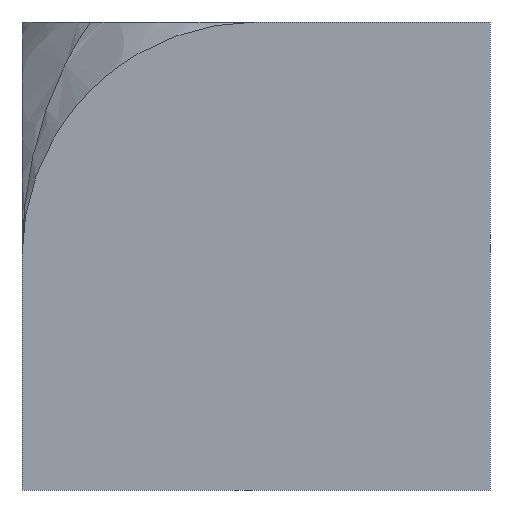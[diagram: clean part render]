
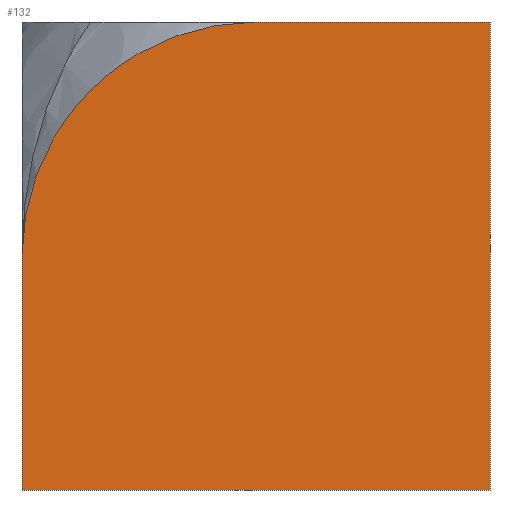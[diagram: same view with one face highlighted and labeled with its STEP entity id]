
A CAD part, front view. The second image highlights one B-rep face of the part: STEP entity #132.
In plain terms, the highlighted planar face has unit normal (0, -1, 0).
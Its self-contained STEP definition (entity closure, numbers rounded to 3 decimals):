
#13=CARTESIAN_POINT('',(0.,-20.,0.));
#14=DIRECTION('',(0.,1.,0.));
#15=DIRECTION('',(-1.,0.,0.));
#16=AXIS2_PLACEMENT_3D('',#13,#14,#15);
#18=DIRECTION('',(1.,0.,0.));
#19=VECTOR('',#18,20.);
#20=CARTESIAN_POINT('',(0.,-20.,20.));
#21=LINE('',#20,#19);
#22=DIRECTION('',(0.,0.,-1.));
#23=VECTOR('',#22,40.);
#24=CARTESIAN_POINT('',(20.,-20.,20.));
#25=LINE('',#24,#23);
#26=DIRECTION('',(-1.,0.,0.));
#27=VECTOR('',#26,40.);
#28=CARTESIAN_POINT('',(20.,-20.,-20.));
#29=LINE('',#28,#27);
#30=DIRECTION('',(0.,0.,1.));
#31=VECTOR('',#30,20.);
#32=CARTESIAN_POINT('',(-20.,-20.,-20.));
#33=LINE('',#32,#31);
#91=CARTESIAN_POINT('',(20.,-20.,20.));
#92=CARTESIAN_POINT('',(20.,-20.,-20.));
#93=VERTEX_POINT('',#91);
#94=VERTEX_POINT('',#92);
#95=CARTESIAN_POINT('',(-20.,-20.,-20.));
#96=VERTEX_POINT('',#95);
#105=CARTESIAN_POINT('',(-20.,-20.,0.));
#106=CARTESIAN_POINT('',(0.,-20.,20.));
#107=VERTEX_POINT('',#105);
#108=VERTEX_POINT('',#106);
#115=CARTESIAN_POINT('',(0.,-20.,0.));
#116=DIRECTION('',(0.,1.,0.));
#117=DIRECTION('',(1.,0.,0.));
#118=AXIS2_PLACEMENT_3D('',#115,#116,#117);
#119=PLANE('',#118);
#121=ORIENTED_EDGE('',*,*,#120,.T.);
#123=ORIENTED_EDGE('',*,*,#122,.T.);
#125=ORIENTED_EDGE('',*,*,#124,.T.);
#127=ORIENTED_EDGE('',*,*,#126,.T.);
#129=ORIENTED_EDGE('',*,*,#128,.T.);
#130=EDGE_LOOP('',(#121,#123,#125,#127,#129));
#131=FACE_OUTER_BOUND('',#130,.F.);
#17=CIRCLE('',#16,20.);
#120=EDGE_CURVE('',#107,#108,#17,.T.);
#122=EDGE_CURVE('',#108,#93,#21,.T.);
#124=EDGE_CURVE('',#93,#94,#25,.T.);
#126=EDGE_CURVE('',#94,#96,#29,.T.);
#128=EDGE_CURVE('',#96,#107,#33,.T.);
#132=ADVANCED_FACE('',(#131),#119,.F.);
